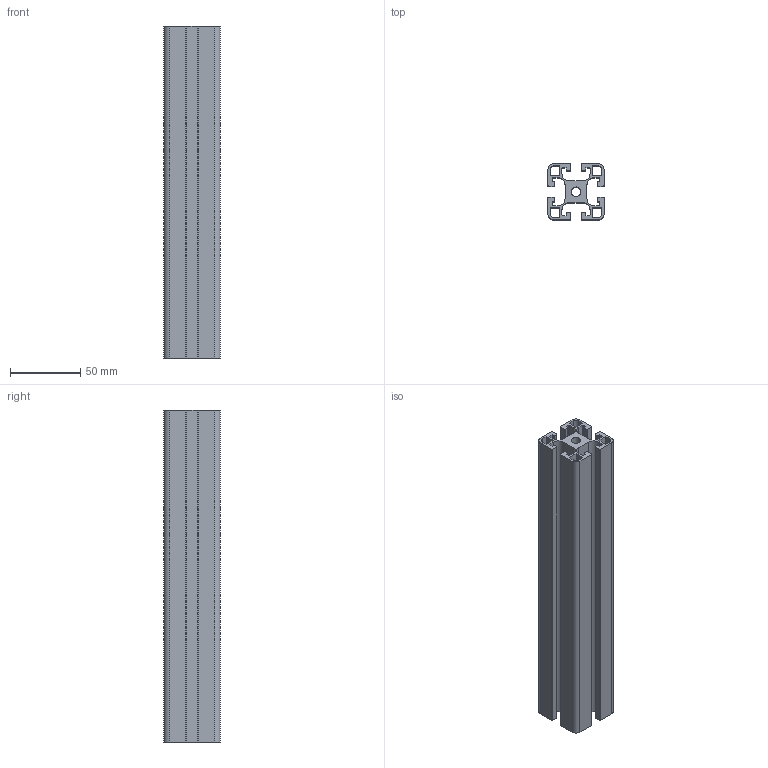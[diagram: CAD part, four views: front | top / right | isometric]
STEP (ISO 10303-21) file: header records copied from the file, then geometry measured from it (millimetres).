
FILE_DESCRIPTION (( 'STEP AP214' ), '1' );
FILE_NAME ('Aluminum profile 4 x 4 cm.STEP', '2018-05-27T21:21:17', ( '' ), ( '' ), 'SwSTEP 2.0', 'SolidWorks 2018', '' );
FILE_SCHEMA (( 'AUTOMOTIVE_DESIGN' ));
Length unit declared in the file: millimetre
Products named in the file (1): Aluminum profile 4 x 4 cm
Bounding box: 40 x 40 x 237 mm (x, y, z)
Volume: 146950.7 mm3; surface area: 116015.2 mm2
Topology: 1 solids, 1 shells, 120 faces, 354 edges, 236 vertices
Faces by surface type: plane 70, cylinder 50
Entity records: 4072 total; most frequent: CARTESIAN_POINT 711, ORIENTED_EDGE 708, DIRECTION 696, EDGE_CURVE 354, VECTOR 254, LINE 254, VERTEX_POINT 236, AXIS2_PLACEMENT_3D 221
